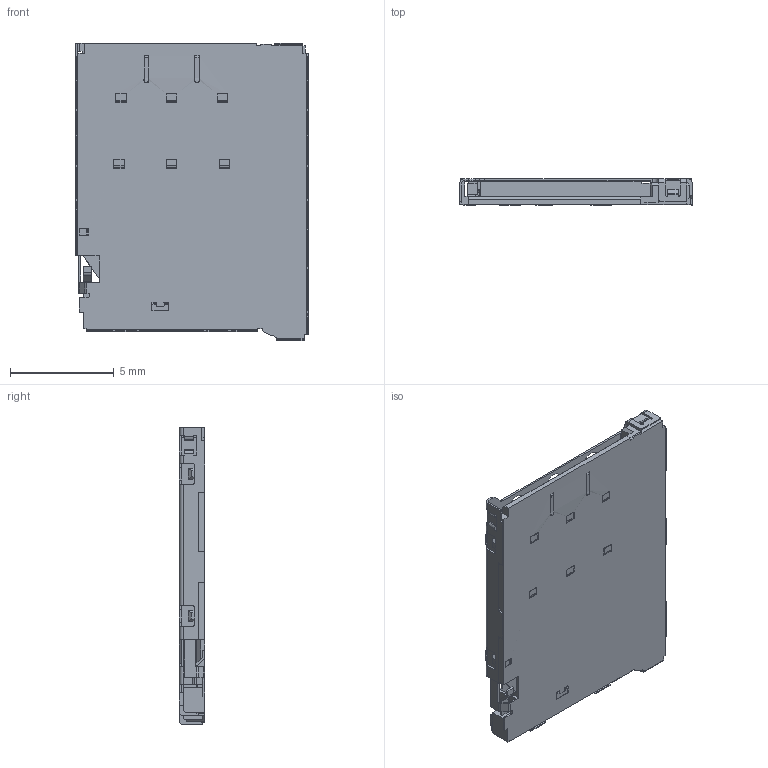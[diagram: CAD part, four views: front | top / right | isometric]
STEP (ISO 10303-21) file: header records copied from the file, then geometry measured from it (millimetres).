
FILE_DESCRIPTION(/* description */ (''),/* implementation_level */ '2;1');
FILE_NAME(/* name */ 'SF72S006VBDR2500.step',/* time_stamp */ '2022-12-22T09:15:20+02:00',/* author */ (''),/* organization */ (''),/* preprocessor_version */ 'ST-DEVELOPER v19.2',/* originating_system */ 'Autodesk Translation Framework v11.17.0.187',/* authorisation */ '');
FILE_SCHEMA (('AUTOMOTIVE_DESIGN { 1 0 10303 214 3 1 1 }'));
Length unit declared in the file: millimetre
Products named in the file (1): (Unsaved)
Bounding box: 11.22 x 1.25 x 14.35 mm (x, y, z)
Volume: 95.2 mm3; surface area: 615.8 mm2
Topology: 1 solids, 1 shells, 509 faces, 1529 edges, 1002 vertices
Faces by surface type: plane 404, cylinder 101, cone 4
Full cylindrical faces by diameter (mm): 1.1 x6
Entity records: 17616 total; most frequent: ORIENTED_EDGE 3058, CARTESIAN_POINT 3047, DIRECTION 2762, EDGE_CURVE 1529, LINE 1312, VECTOR 1312, VERTEX_POINT 1002, AXIS2_PLACEMENT_3D 725
